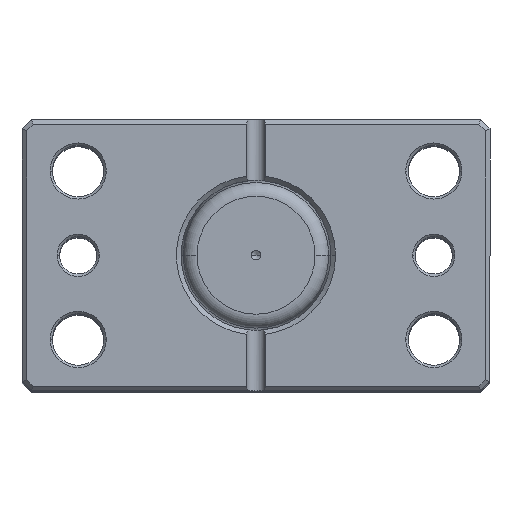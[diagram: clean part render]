
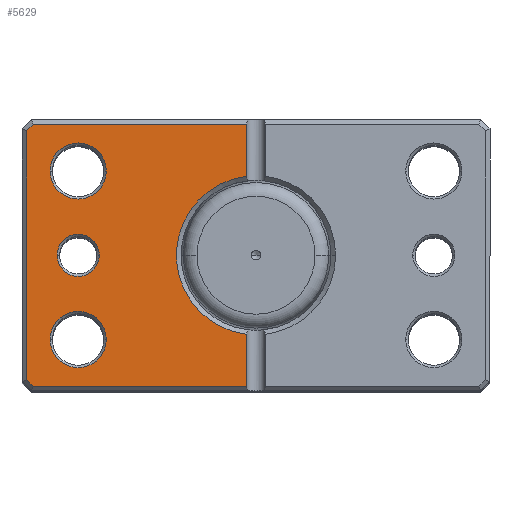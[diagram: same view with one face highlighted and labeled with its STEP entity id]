
A CAD part, top view. The second image highlights one B-rep face of the part: STEP entity #5629.
In plain terms, the highlighted face is planar.
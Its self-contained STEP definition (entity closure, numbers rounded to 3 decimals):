
#1 = VERTEX_POINT ( 'NONE', #5798 ) ;
#20 = CARTESIAN_POINT ( 'NONE',  ( 37.793, -37.793, 0. ) ) ;
#41 = ORIENTED_EDGE ( 'NONE', *, *, #2132, .T. ) ;
#135 = EDGE_CURVE ( 'NONE', #6220, #4056, #6639, .T. ) ;
#216 = DIRECTION ( 'NONE',  ( 0., 0., 1. ) ) ;
#220 = VERTEX_POINT ( 'NONE', #1781 ) ;
#295 = CARTESIAN_POINT ( 'NONE',  ( 47.586, -28., 0. ) ) ;
#309 = VERTEX_POINT ( 'NONE', #7034 ) ;
#350 = EDGE_CURVE ( 'NONE', #309, #4584, #728, .T. ) ;
#372 = FACE_BOUND ( 'NONE', #5767, .T. ) ;
#497 = LINE ( 'NONE', #711, #3260 ) ;
#538 = CARTESIAN_POINT ( 'NONE',  ( 32., -18., 0. ) ) ;
#552 = PLANE ( 'NONE',  #2804 ) ;
#581 = DIRECTION ( 'NONE',  ( -0.707, -0.707, 0. ) ) ;
#711 = CARTESIAN_POINT ( 'NONE',  ( 0., -28., 0. ) ) ;
#728 = LINE ( 'NONE', #2154, #6410 ) ;
#731 = DIRECTION ( 'NONE',  ( 1., 0., 0. ) ) ;
#900 = ORIENTED_EDGE ( 'NONE', *, *, #2265, .T. ) ;
#931 = DIRECTION ( 'NONE',  ( -1., 0., 0. ) ) ;
#937 = EDGE_LOOP ( 'NONE', ( #6632, #4100, #1967, #41, #4264, #900, #6767, #1478 ) ) ;
#970 = VECTOR ( 'NONE', #6155, 1000. ) ;
#1114 = VERTEX_POINT ( 'NONE', #5035 ) ;
#1115 = VERTEX_POINT ( 'NONE', #5172 ) ;
#1164 = CIRCLE ( 'NONE', #1865, 6. ) ;
#1166 = CARTESIAN_POINT ( 'NONE',  ( 0., 28., 0. ) ) ;
#1220 = CARTESIAN_POINT ( 'NONE',  ( 47.586, 28., 0. ) ) ;
#1253 = VERTEX_POINT ( 'NONE', #6695 ) ;
#1333 = EDGE_CURVE ( 'NONE', #1, #4740, #4644, .T. ) ;
#1337 = VECTOR ( 'NONE', #2383, 1000. ) ;
#1388 = DIRECTION ( 'NONE',  ( 0., 0., 1. ) ) ;
#1401 = DIRECTION ( 'NONE',  ( 0., 0., 1. ) ) ;
#1457 = CARTESIAN_POINT ( 'NONE',  ( 38., -18., 0. ) ) ;
#1470 = EDGE_CURVE ( 'NONE', #4101, #309, #497, .T. ) ;
#1478 = ORIENTED_EDGE ( 'NONE', *, *, #1470, .T. ) ;
#1511 = LINE ( 'NONE', #2907, #1337 ) ;
#1585 = EDGE_CURVE ( 'NONE', #4584, #1115, #1611, .T. ) ;
#1611 = CIRCLE ( 'NONE', #7089, 17. ) ;
#1640 = DIRECTION ( 'NONE',  ( 0., 1., 0. ) ) ;
#1662 = DIRECTION ( 'NONE',  ( 0., 1., 0. ) ) ;
#1719 = DIRECTION ( 'NONE',  ( 1., 0., 0. ) ) ;
#1781 = CARTESIAN_POINT ( 'NONE',  ( 2., 28., 0. ) ) ;
#1865 = AXIS2_PLACEMENT_3D ( 'NONE', #4700, #1388, #5270 ) ;
#1884 = EDGE_LOOP ( 'NONE', ( #1991, #5015 ) ) ;
#1967 = ORIENTED_EDGE ( 'NONE', *, *, #3306, .T. ) ;
#1991 = ORIENTED_EDGE ( 'NONE', *, *, #135, .T. ) ;
#2002 = DIRECTION ( 'NONE',  ( 1., 0., 0. ) ) ;
#2132 = EDGE_CURVE ( 'NONE', #220, #5277, #3510, .T. ) ;
#2154 = CARTESIAN_POINT ( 'NONE',  ( 2., 29., 0. ) ) ;
#2170 = DIRECTION ( 'NONE',  ( 0., 0., 1. ) ) ;
#2265 = EDGE_CURVE ( 'NONE', #1253, #1114, #1511, .T. ) ;
#2337 = ORIENTED_EDGE ( 'NONE', *, *, #6265, .T. ) ;
#2383 = DIRECTION ( 'NONE',  ( 0., -1., 0. ) ) ;
#2483 = CARTESIAN_POINT ( 'NONE',  ( 42.5, 0., 0. ) ) ;
#2647 = CARTESIAN_POINT ( 'NONE',  ( 33.5, 0., 0. ) ) ;
#2704 = EDGE_CURVE ( 'NONE', #4056, #6220, #6078, .T. ) ;
#2769 = DIRECTION ( 'NONE',  ( 0., 0., 1. ) ) ;
#2804 = AXIS2_PLACEMENT_3D ( 'NONE', #3299, #2769, #6626 ) ;
#2811 = AXIS2_PLACEMENT_3D ( 'NONE', #3671, #4209, #3566 ) ;
#2907 = CARTESIAN_POINT ( 'NONE',  ( 49., 0., 0. ) ) ;
#3082 = AXIS2_PLACEMENT_3D ( 'NONE', #4722, #1401, #5292 ) ;
#3095 = EDGE_LOOP ( 'NONE', ( #3762, #5461 ) ) ;
#3260 = VECTOR ( 'NONE', #931, 1000. ) ;
#3281 = VERTEX_POINT ( 'NONE', #538 ) ;
#3299 = CARTESIAN_POINT ( 'NONE',  ( 0., 0., 0. ) ) ;
#3306 = EDGE_CURVE ( 'NONE', #1115, #220, #6409, .T. ) ;
#3398 = VECTOR ( 'NONE', #581, 1000. ) ;
#3427 = DIRECTION ( 'NONE',  ( 1., 0., 0. ) ) ;
#3452 = CARTESIAN_POINT ( 'NONE',  ( 2., -16.882, 0. ) ) ;
#3510 = LINE ( 'NONE', #1166, #6258 ) ;
#3566 = DIRECTION ( 'NONE',  ( 1., 0., 0. ) ) ;
#3653 = AXIS2_PLACEMENT_3D ( 'NONE', #5481, #2170, #6020 ) ;
#3654 = CIRCLE ( 'NONE', #6723, 6. ) ;
#3671 = CARTESIAN_POINT ( 'NONE',  ( 38., 0., 0. ) ) ;
#3762 = ORIENTED_EDGE ( 'NONE', *, *, #1333, .T. ) ;
#3933 = LINE ( 'NONE', #5616, #970 ) ;
#3987 = CARTESIAN_POINT ( 'NONE',  ( 38., 18., 0. ) ) ;
#4056 = VERTEX_POINT ( 'NONE', #2483 ) ;
#4058 = ORIENTED_EDGE ( 'NONE', *, *, #4153, .T. ) ;
#4100 = ORIENTED_EDGE ( 'NONE', *, *, #1585, .T. ) ;
#4101 = VERTEX_POINT ( 'NONE', #295 ) ;
#4153 = EDGE_CURVE ( 'NONE', #3281, #4493, #3654, .T. ) ;
#4209 = DIRECTION ( 'NONE',  ( 0., 0., 1. ) ) ;
#4264 = ORIENTED_EDGE ( 'NONE', *, *, #5729, .T. ) ;
#4493 = VERTEX_POINT ( 'NONE', #5126 ) ;
#4539 = DIRECTION ( 'NONE',  ( 0., 0., 1. ) ) ;
#4584 = VERTEX_POINT ( 'NONE', #3452 ) ;
#4644 = CIRCLE ( 'NONE', #5758, 6. ) ;
#4700 = CARTESIAN_POINT ( 'NONE',  ( 38., 18., 0. ) ) ;
#4708 = EDGE_CURVE ( 'NONE', #4740, #1, #1164, .T. ) ;
#4722 = CARTESIAN_POINT ( 'NONE',  ( 38., 0., 0. ) ) ;
#4740 = VERTEX_POINT ( 'NONE', #6923 ) ;
#4787 = FACE_OUTER_BOUND ( 'NONE', #937, .T. ) ;
#4996 = CARTESIAN_POINT ( 'NONE',  ( 2., 29., 0. ) ) ;
#5015 = ORIENTED_EDGE ( 'NONE', *, *, #2704, .T. ) ;
#5035 = CARTESIAN_POINT ( 'NONE',  ( 49., -26.586, 0. ) ) ;
#5126 = CARTESIAN_POINT ( 'NONE',  ( 44., -18., 0. ) ) ;
#5172 = CARTESIAN_POINT ( 'NONE',  ( 2., 16.882, 0. ) ) ;
#5270 = DIRECTION ( 'NONE',  ( 1., 0., 0. ) ) ;
#5277 = VERTEX_POINT ( 'NONE', #1220 ) ;
#5292 = DIRECTION ( 'NONE',  ( 1., 0., 0. ) ) ;
#5343 = DIRECTION ( 'NONE',  ( 0., 0., 1. ) ) ;
#5461 = ORIENTED_EDGE ( 'NONE', *, *, #4708, .T. ) ;
#5481 = CARTESIAN_POINT ( 'NONE',  ( 38., -18., 0. ) ) ;
#5616 = CARTESIAN_POINT ( 'NONE',  ( 37.793, 37.793, 0. ) ) ;
#5629 = ADVANCED_FACE ( 'NONE', ( #6069, #372, #6244, #4787 ), #552, .F. ) ;
#5709 = CIRCLE ( 'NONE', #3653, 6. ) ;
#5729 = EDGE_CURVE ( 'NONE', #5277, #1253, #3933, .T. ) ;
#5758 = AXIS2_PLACEMENT_3D ( 'NONE', #3987, #4539, #3427 ) ;
#5762 = CARTESIAN_POINT ( 'NONE',  ( 0., 0., 0. ) ) ;
#5767 = EDGE_LOOP ( 'NONE', ( #4058, #2337 ) ) ;
#5798 = CARTESIAN_POINT ( 'NONE',  ( 32., 18., 0. ) ) ;
#5816 = EDGE_CURVE ( 'NONE', #1114, #4101, #6672, .T. ) ;
#6020 = DIRECTION ( 'NONE',  ( 1., 0., 0. ) ) ;
#6066 = VECTOR ( 'NONE', #1662, 1000. ) ;
#6069 = FACE_BOUND ( 'NONE', #1884, .T. ) ;
#6078 = CIRCLE ( 'NONE', #3082, 4.5 ) ;
#6155 = DIRECTION ( 'NONE',  ( 0.707, -0.707, 0. ) ) ;
#6220 = VERTEX_POINT ( 'NONE', #2647 ) ;
#6244 = FACE_BOUND ( 'NONE', #3095, .T. ) ;
#6258 = VECTOR ( 'NONE', #1719, 1000. ) ;
#6265 = EDGE_CURVE ( 'NONE', #4493, #3281, #5709, .T. ) ;
#6409 = LINE ( 'NONE', #4996, #6066 ) ;
#6410 = VECTOR ( 'NONE', #1640, 1000. ) ;
#6626 = DIRECTION ( 'NONE',  ( 1., 0., 0. ) ) ;
#6632 = ORIENTED_EDGE ( 'NONE', *, *, #350, .T. ) ;
#6639 = CIRCLE ( 'NONE', #2811, 4.5 ) ;
#6672 = LINE ( 'NONE', #20, #3398 ) ;
#6695 = CARTESIAN_POINT ( 'NONE',  ( 49., 26.586, 0. ) ) ;
#6723 = AXIS2_PLACEMENT_3D ( 'NONE', #1457, #5343, #2002 ) ;
#6767 = ORIENTED_EDGE ( 'NONE', *, *, #5816, .T. ) ;
#6923 = CARTESIAN_POINT ( 'NONE',  ( 44., 18., 0. ) ) ;
#7034 = CARTESIAN_POINT ( 'NONE',  ( 2., -28., 0. ) ) ;
#7089 = AXIS2_PLACEMENT_3D ( 'NONE', #5762, #216, #731 ) ;
